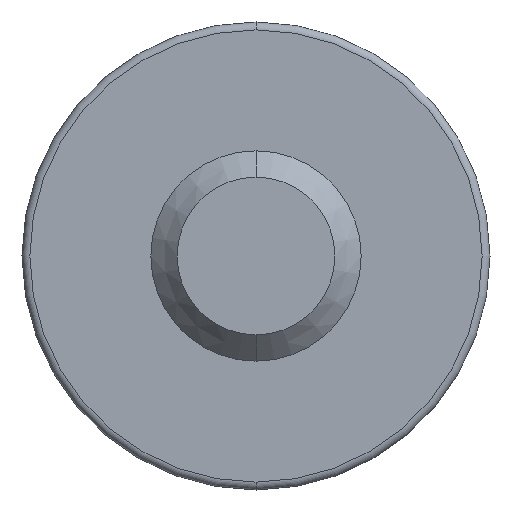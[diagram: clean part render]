
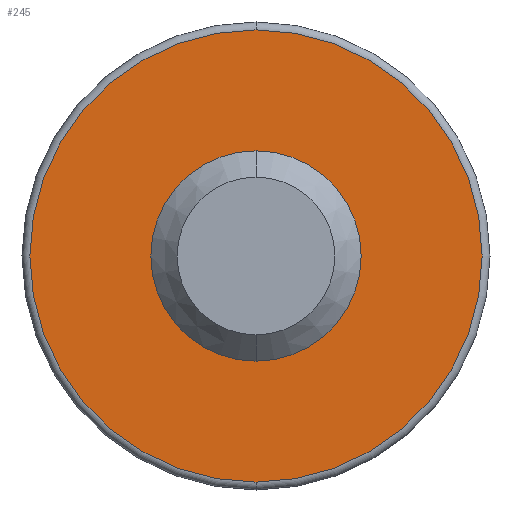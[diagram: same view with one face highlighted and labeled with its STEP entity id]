
A CAD part, front view. The second image highlights one B-rep face of the part: STEP entity #245.
In plain terms, the highlighted planar face has unit normal (0, -1, 0).
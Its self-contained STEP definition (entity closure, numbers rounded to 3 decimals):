
#7 = DIRECTION ( 'NONE',  ( 0., 0., -1. ) ) ;
#13 = CIRCLE ( 'NONE', #680, 8.6 ) ;
#31 = CARTESIAN_POINT ( 'NONE',  ( 0., -4.5, -4. ) ) ;
#59 = CARTESIAN_POINT ( 'NONE',  ( 0., -4.5, 0. ) ) ;
#75 = EDGE_LOOP ( 'NONE', ( #369, #451 ) ) ;
#118 = CARTESIAN_POINT ( 'NONE',  ( 0., -4.5, -8.6 ) ) ;
#124 = DIRECTION ( 'NONE',  ( 0., 0., 1. ) ) ;
#131 = VERTEX_POINT ( 'NONE', #537 ) ;
#150 = VERTEX_POINT ( 'NONE', #486 ) ;
#181 = EDGE_CURVE ( 'NONE', #222, #150, #504, .T. ) ;
#222 = VERTEX_POINT ( 'NONE', #31 ) ;
#245 = ADVANCED_FACE ( 'NONE', ( #264, #422 ), #338, .F. ) ;
#256 = DIRECTION ( 'NONE',  ( 0., -1., 0. ) ) ;
#264 = FACE_BOUND ( 'NONE', #406, .T. ) ;
#309 = AXIS2_PLACEMENT_3D ( 'NONE', #479, #657, #124 ) ;
#313 = AXIS2_PLACEMENT_3D ( 'NONE', #641, #635, #468 ) ;
#338 = PLANE ( 'NONE',  #339 ) ;
#339 = AXIS2_PLACEMENT_3D ( 'NONE', #558, #340, #621 ) ;
#340 = DIRECTION ( 'NONE',  ( 0., 1., 0. ) ) ;
#369 = ORIENTED_EDGE ( 'NONE', *, *, #634, .T. ) ;
#376 = CIRCLE ( 'NONE', #313, 8.6 ) ;
#400 = VERTEX_POINT ( 'NONE', #118 ) ;
#406 = EDGE_LOOP ( 'NONE', ( #525, #661 ) ) ;
#411 = AXIS2_PLACEMENT_3D ( 'NONE', #594, #256, #716 ) ;
#422 = FACE_OUTER_BOUND ( 'NONE', #75, .T. ) ;
#429 = EDGE_CURVE ( 'NONE', #131, #400, #376, .T. ) ;
#451 = ORIENTED_EDGE ( 'NONE', *, *, #429, .T. ) ;
#468 = DIRECTION ( 'NONE',  ( 0., 0., -1. ) ) ;
#479 = CARTESIAN_POINT ( 'NONE',  ( 0., -4.5, 0. ) ) ;
#486 = CARTESIAN_POINT ( 'NONE',  ( 0., -4.5, 4. ) ) ;
#504 = CIRCLE ( 'NONE', #411, 4. ) ;
#525 = ORIENTED_EDGE ( 'NONE', *, *, #744, .F. ) ;
#528 = DIRECTION ( 'NONE',  ( 0., -1., 0. ) ) ;
#537 = CARTESIAN_POINT ( 'NONE',  ( 0., -4.5, 8.6 ) ) ;
#558 = CARTESIAN_POINT ( 'NONE',  ( -6.75, -4.5, 0. ) ) ;
#594 = CARTESIAN_POINT ( 'NONE',  ( 0., -4.5, 0. ) ) ;
#621 = DIRECTION ( 'NONE',  ( 1., 0., 0. ) ) ;
#630 = CIRCLE ( 'NONE', #309, 4. ) ;
#634 = EDGE_CURVE ( 'NONE', #400, #131, #13, .T. ) ;
#635 = DIRECTION ( 'NONE',  ( 0., -1., 0. ) ) ;
#641 = CARTESIAN_POINT ( 'NONE',  ( 0., -4.5, 0. ) ) ;
#657 = DIRECTION ( 'NONE',  ( 0., -1., 0. ) ) ;
#661 = ORIENTED_EDGE ( 'NONE', *, *, #181, .F. ) ;
#680 = AXIS2_PLACEMENT_3D ( 'NONE', #59, #528, #7 ) ;
#716 = DIRECTION ( 'NONE',  ( 0., 0., 1. ) ) ;
#744 = EDGE_CURVE ( 'NONE', #150, #222, #630, .T. ) ;
